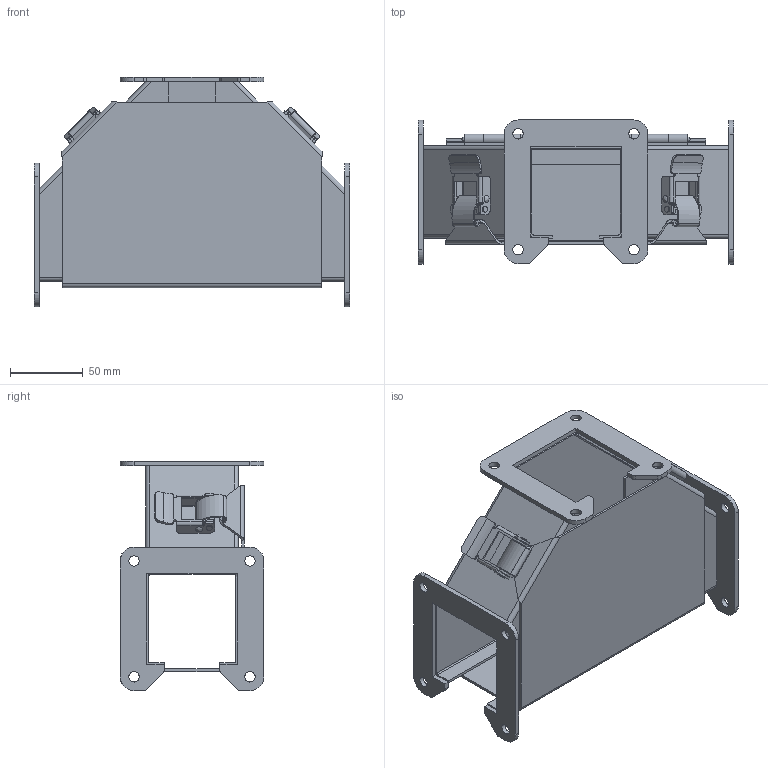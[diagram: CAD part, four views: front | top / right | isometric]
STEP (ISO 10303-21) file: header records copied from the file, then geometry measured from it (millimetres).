
FILE_DESCRIPTION (( 'STEP AP203' ), '1' );
FILE_NAME ('1485BTQ.step', '2020-11-19T14:30:20', ( 'ADC123' ), ( 'Microsoft' ), 'SwSTEP 2.0', 'SolidWorks 2019', '' );
FILE_SCHEMA (( 'CONFIG_CONTROL_DESIGN' ));
Length unit declared in the file: inch
Products named in the file (1): 1485BTQ
Bounding box: 215.9 x 98.45 x 157.18 mm (x, y, z)
Volume: 231786.2 mm3; surface area: 247913 mm2
Topology: 17 solids, 17 shells, 464 faces, 1172 edges, 746 vertices
Faces by surface type: plane 266, cylinder 162, bspline 36
Full cylindrical faces by diameter (mm): 3.175 x4, 4.013 x4, 4.115 x4, 4.166 x4, 7.137 x12
Entity records: 15327 total; most frequent: CARTESIAN_POINT 4211, ORIENTED_EDGE 2272, DIRECTION 2222, EDGE_CURVE 1136, LINE 772, VECTOR 772, VERTEX_POINT 746, AXIS2_PLACEMENT_3D 725
